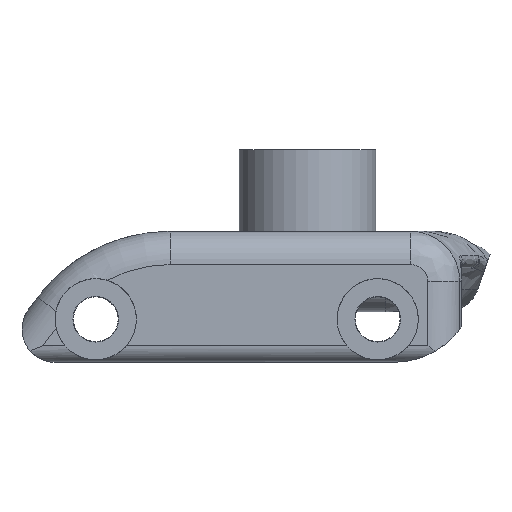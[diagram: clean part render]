
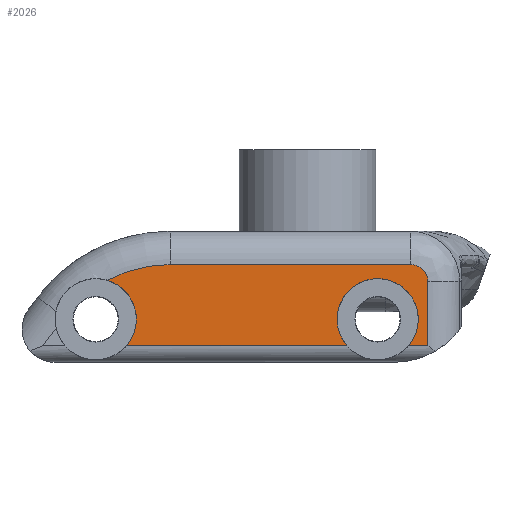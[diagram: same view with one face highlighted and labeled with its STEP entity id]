
A CAD part, left-side view. The second image highlights one B-rep face of the part: STEP entity #2026.
In plain terms, the highlighted planar face has unit normal (-1, 0, 0).
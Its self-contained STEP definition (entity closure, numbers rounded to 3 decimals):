
#175=LINE('',#5301,#242);
#176=LINE('',#5326,#243);
#177=LINE('',#5328,#244);
#178=LINE('',#5329,#245);
#242=VECTOR('',#2624,1000.);
#243=VECTOR('',#2625,1000.);
#244=VECTOR('',#2628,1000.);
#245=VECTOR('',#2629,1000.);
#351=FACE_OUTER_BOUND('',#486,.T.);
#486=EDGE_LOOP('',(#1671,#1672,#1673,#1674,#1675,#1676,#1677,#1678,#1679));
#562=CIRCLE('',#2109,2.45);
#567=CIRCLE('',#2117,2.45);
#568=CIRCLE('',#2118,2.45);
#630=CIRCLE('',#2224,8.);
#749=B_SPLINE_CURVE_WITH_KNOTS('',3,(#5303,#5304,#5305,#5306,#5307,#5308,
#5309,#5310,#5311,#5312,#5313,#5314,#5315,#5316,#5317,#5318,#5319,#5320,
#5321,#5322,#5323,#5324),.UNSPECIFIED.,.F.,.F.,(4,2,2,2,2,2,2,2,2,2,4),
(0.,0.,0.,0.,0.,
0.001,0.001,0.001,0.001,
0.001,0.002),.UNSPECIFIED.);
#828=VERTEX_POINT('',#3204);
#829=VERTEX_POINT('',#3219);
#834=VERTEX_POINT('',#3238);
#835=VERTEX_POINT('',#3240);
#836=VERTEX_POINT('',#3242);
#927=VERTEX_POINT('',#5299);
#928=VERTEX_POINT('',#5300);
#929=VERTEX_POINT('',#5302);
#930=VERTEX_POINT('',#5325);
#1022=EDGE_CURVE('',#828,#829,#562,.T.);
#1031=EDGE_CURVE('',#834,#835,#567,.T.);
#1033=EDGE_CURVE('',#836,#834,#568,.T.);
#1190=EDGE_CURVE('',#927,#928,#175,.T.);
#1191=EDGE_CURVE('',#929,#927,#749,.T.);
#1192=EDGE_CURVE('',#930,#929,#176,.T.);
#1193=EDGE_CURVE('',#829,#930,#630,.T.);
#1194=EDGE_CURVE('',#835,#828,#177,.T.);
#1195=EDGE_CURVE('',#928,#836,#178,.T.);
#1671=ORIENTED_EDGE('',*,*,#1190,.F.);
#1672=ORIENTED_EDGE('',*,*,#1191,.F.);
#1673=ORIENTED_EDGE('',*,*,#1192,.F.);
#1674=ORIENTED_EDGE('',*,*,#1193,.F.);
#1675=ORIENTED_EDGE('',*,*,#1022,.F.);
#1676=ORIENTED_EDGE('',*,*,#1194,.F.);
#1677=ORIENTED_EDGE('',*,*,#1031,.F.);
#1678=ORIENTED_EDGE('',*,*,#1033,.F.);
#1679=ORIENTED_EDGE('',*,*,#1195,.F.);
#1942=PLANE('',#2223);
#2026=ADVANCED_FACE('',(#351),#1942,.F.);
#2109=AXIS2_PLACEMENT_3D('',#3220,#2359,#2360);
#2117=AXIS2_PLACEMENT_3D('',#3241,#2378,#2379);
#2118=AXIS2_PLACEMENT_3D('',#3257,#2380,#2381);
#2223=AXIS2_PLACEMENT_3D('',#5298,#2622,#2623);
#2224=AXIS2_PLACEMENT_3D('',#5327,#2626,#2627);
#2359=DIRECTION('center_axis',(-1.,0.,0.));
#2360=DIRECTION('ref_axis',(0.,0.,1.));
#2378=DIRECTION('center_axis',(-1.,0.,0.));
#2379=DIRECTION('ref_axis',(0.,0.,1.));
#2380=DIRECTION('center_axis',(-1.,0.,0.));
#2381=DIRECTION('ref_axis',(0.,0.,1.));
#2622=DIRECTION('center_axis',(1.,0.,0.));
#2623=DIRECTION('ref_axis',(0.,0.,1.));
#2624=DIRECTION('',(0.,0.,-1.));
#2625=DIRECTION('',(0.,-1.,0.));
#2626=DIRECTION('center_axis',(1.,0.,0.));
#2627=DIRECTION('ref_axis',(0.,0.,1.));
#2628=DIRECTION('',(0.,1.,0.));
#2629=DIRECTION('',(0.,1.,0.));
#3204=CARTESIAN_POINT('',(-24.919,-13.387,193.41));
#3219=CARTESIAN_POINT('',(-24.919,-12.229,197.358));
#3220=CARTESIAN_POINT('Origin',(-24.919,-11.532,195.01));
#3238=CARTESIAN_POINT('',(-24.919,-28.532,197.46));
#3240=CARTESIAN_POINT('',(-24.919,-26.676,193.41));
#3241=CARTESIAN_POINT('Origin',(-24.919,-28.532,195.01));
#3242=CARTESIAN_POINT('',(-24.919,-30.387,193.41));
#3257=CARTESIAN_POINT('Origin',(-24.919,-28.532,195.01));
#5298=CARTESIAN_POINT('Origin',(-24.919,-9.084,194.41));
#5299=CARTESIAN_POINT('',(-24.919,-31.555,197.31));
#5300=CARTESIAN_POINT('',(-24.919,-31.555,193.41));
#5301=CARTESIAN_POINT('',(-24.919,-31.555,194.41));
#5302=CARTESIAN_POINT('',(-24.919,-30.512,198.31));
#5303=CARTESIAN_POINT('Ctrl Pts',(-24.919,-30.512,198.31));
#5304=CARTESIAN_POINT('Ctrl Pts',(-24.919,-30.554,198.31));
#5305=CARTESIAN_POINT('Ctrl Pts',(-24.919,-30.597,198.307));
#5306=CARTESIAN_POINT('Ctrl Pts',(-24.919,-30.682,198.297));
#5307=CARTESIAN_POINT('Ctrl Pts',(-24.919,-30.725,198.289));
#5308=CARTESIAN_POINT('Ctrl Pts',(-24.919,-30.808,198.269));
#5309=CARTESIAN_POINT('Ctrl Pts',(-24.919,-30.849,198.257));
#5310=CARTESIAN_POINT('Ctrl Pts',(-24.919,-30.894,198.24));
#5311=CARTESIAN_POINT('Ctrl Pts',(-24.919,-30.9,198.238));
#5312=CARTESIAN_POINT('Ctrl Pts',(-24.919,-30.967,198.212));
#5313=CARTESIAN_POINT('Ctrl Pts',(-24.919,-31.026,198.182));
#5314=CARTESIAN_POINT('Ctrl Pts',(-24.919,-31.14,198.11));
#5315=CARTESIAN_POINT('Ctrl Pts',(-24.919,-31.193,198.069));
#5316=CARTESIAN_POINT('Ctrl Pts',(-24.919,-31.29,197.978));
#5317=CARTESIAN_POINT('Ctrl Pts',(-24.919,-31.335,197.927));
#5318=CARTESIAN_POINT('Ctrl Pts',(-24.919,-31.412,197.818));
#5319=CARTESIAN_POINT('Ctrl Pts',(-24.919,-31.445,197.76));
#5320=CARTESIAN_POINT('Ctrl Pts',(-24.919,-31.499,197.638));
#5321=CARTESIAN_POINT('Ctrl Pts',(-24.919,-31.52,197.573));
#5322=CARTESIAN_POINT('Ctrl Pts',(-24.919,-31.548,197.443));
#5323=CARTESIAN_POINT('Ctrl Pts',(-24.919,-31.555,197.377));
#5324=CARTESIAN_POINT('Ctrl Pts',(-24.919,-31.555,197.31));
#5325=CARTESIAN_POINT('',(-24.919,-16.013,198.31));
#5326=CARTESIAN_POINT('',(-24.919,-29.879,198.31));
#5327=CARTESIAN_POINT('Origin',(-24.919,-16.013,190.31));
#5328=CARTESIAN_POINT('',(-24.919,-9.084,193.41));
#5329=CARTESIAN_POINT('',(-24.919,-9.084,193.41));
